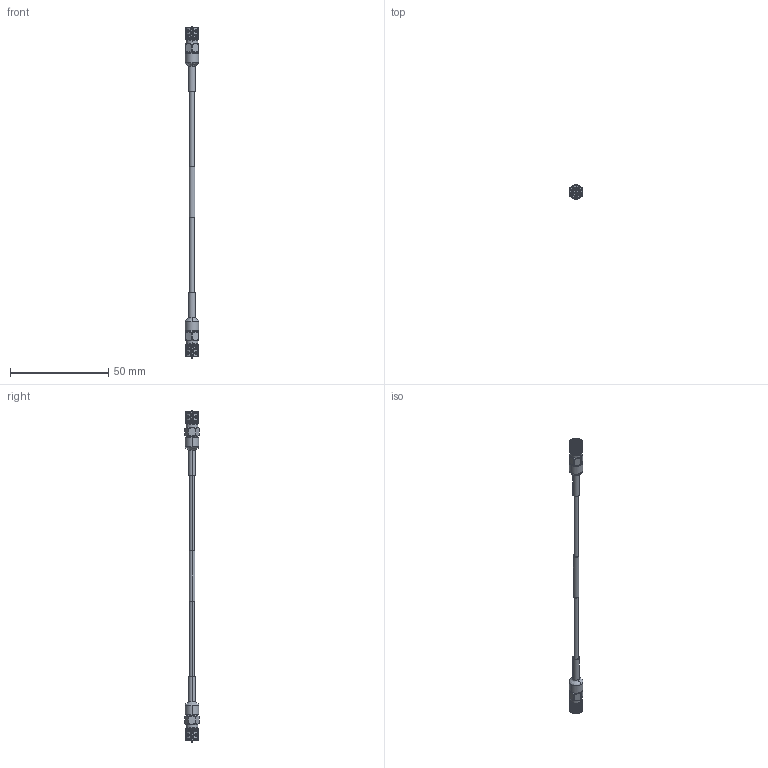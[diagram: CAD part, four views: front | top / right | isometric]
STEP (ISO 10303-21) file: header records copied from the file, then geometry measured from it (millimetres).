
FILE_DESCRIPTION (( 'STEP AP214' ), '1' );
FILE_NAME ('FMC1010316_3D.step', '2024-05-03T17:03:29', ( '' ), ( '' ), 'SwSTEP 2.0', 'SolidWorks 2022', '' );
FILE_SCHEMA (( 'AUTOMOTIVE_DESIGN' ));
Length unit declared in the file: inch
Products named in the file (3): FMC1010316_3D; Coax Cable^FMC1010316_RG316U; SC5560_3D^FMC1010316
Assembly tree (3 placements, depth 2):
  FMC1010316_3D
    Coax Cable^FMC1010316_RG316U
    SC5560_3D^FMC1010316  x2
Bounding box: 7.01 x 7.2 x 168.59 mm (x, y, z)
Volume: 2003.6 mm3; surface area: 2484.9 mm2
Topology: 3 solids, 3 shells, 2532 faces, 5450 edges, 2938 vertices
Faces by surface type: bspline 1914, cylinder 550, plane 34, cone 30, torus 4
Entity records: 46094 total; most frequent: CARTESIAN_POINT 29126, ORIENTED_EDGE 5468, EDGE_CURVE 2734, VERTEX_POINT 1475, EDGE_LOOP 1279, FACE_OUTER_BOUND 1271, ADVANCED_FACE 1271, B_SPLINE_CURVE_WITH_KNOTS 1112
